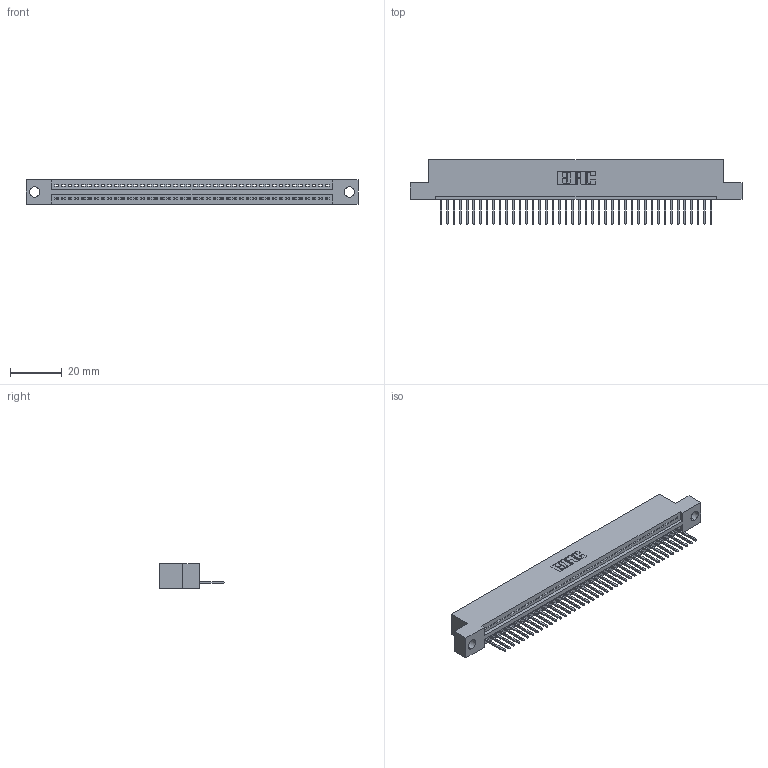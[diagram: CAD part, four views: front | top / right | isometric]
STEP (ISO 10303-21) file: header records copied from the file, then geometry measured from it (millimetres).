
FILE_DESCRIPTION (( 'STEP AP203' ), '1' );
FILE_NAME ('395-042-523-104.STEP', '2021-05-31T15:04:30', ( '' ), ( '' ), 'SwSTEP 2.0', 'SolidWorks 2020', '' );
FILE_SCHEMA (( 'CONFIG_CONTROL_DESIGN' ));
Length unit declared in the file: inch
Products named in the file (3): 345 Part_Flush Mounting Lugs - 0.156 Dia-TI; 395-042-523-104; 345-292-001_345-293-123
Assembly tree (43 placements, depth 2):
  395-042-523-104
    345 Part_Flush Mounting Lugs - 0.156 Dia-TI
    345-292-001_345-293-123  x42
Bounding box: 127.89 x 24.82 x 9.4 mm (x, y, z)
Volume: 12024.8 mm3; surface area: 15868.2 mm2
Topology: 43 solids, 43 shells, 2576 faces, 7769 edges, 5122 vertices
Faces by surface type: plane 1774, cylinder 802
Entity records: 32047 total; most frequent: CARTESIAN_POINT 5560, ORIENTED_EDGE 5534, DIRECTION 4855, EDGE_CURVE 2767, LINE 2467, VECTOR 2467, VERTEX_POINT 1842, AXIS2_PLACEMENT_3D 1194
